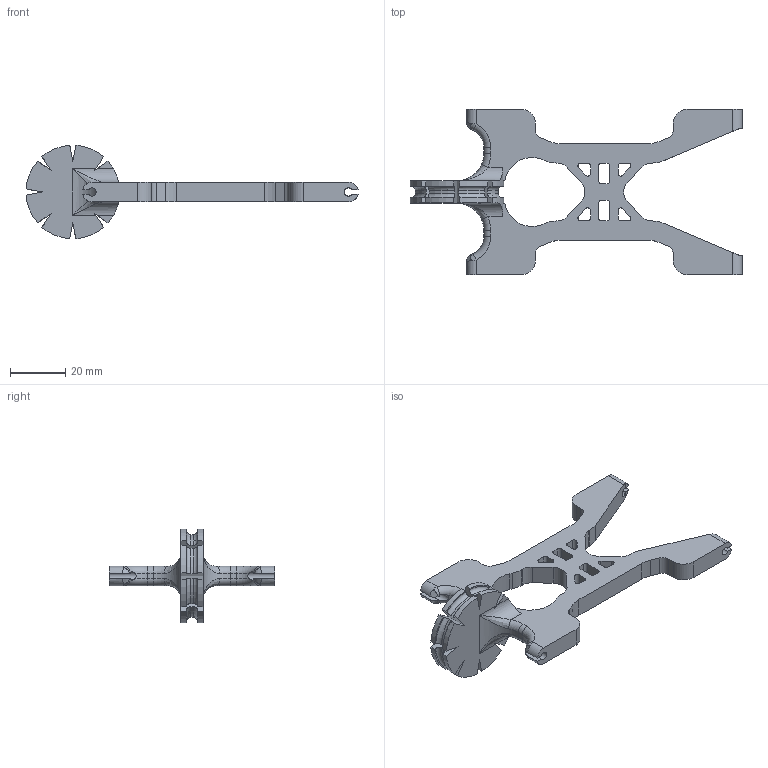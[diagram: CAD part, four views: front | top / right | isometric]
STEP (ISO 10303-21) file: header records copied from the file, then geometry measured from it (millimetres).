
FILE_DESCRIPTION(/* description */ ('STEP AP203'),/* implementation_level */ '2;1');
FILE_NAME(/* name */ '3-link-small-pulley-30.step',/* time_stamp */ '2025-05-03T11:55:02+02:00',/* author */ (''),/* organization */ (''),/* preprocessor_version */ 'ST-DEVELOPER v20.1',/* originating_system */ 'Autodesk Translation Framework v14.4.0.0',/* authorisation */ '');
FILE_SCHEMA (('AUTOMOTIVE_DESIGN { 1 0 10303 214 3 1 1 }'));
Length unit declared in the file: millimetre
Products named in the file (1): link-generative-small-with-pulley-30
Bounding box: 120.38 x 60 x 33.93 mm (x, y, z)
Volume: 23960.1 mm3; surface area: 12393.7 mm2
Topology: 1 solids, 1 shells, 246 faces, 714 edges, 464 vertices
Faces by surface type: cylinder 104, plane 102, torus 24, bspline 16
Entity records: 9567 total; most frequent: CARTESIAN_POINT 3024, ORIENTED_EDGE 1420, DIRECTION 1340, EDGE_CURVE 710, AXIS2_PLACEMENT_3D 477, VERTEX_POINT 464, LINE 386, VECTOR 386
